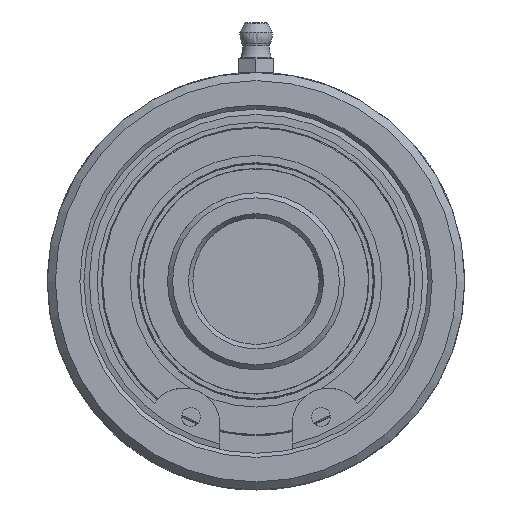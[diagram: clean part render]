
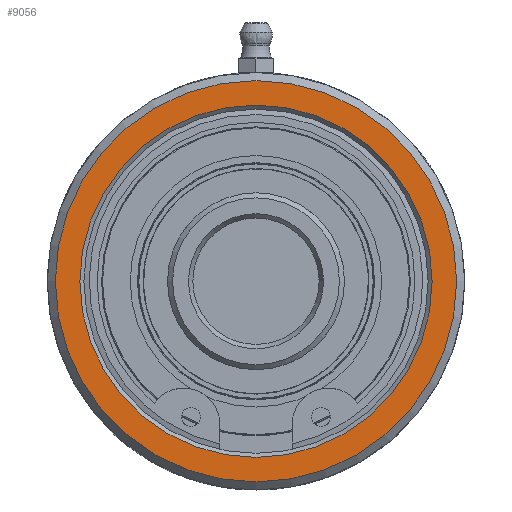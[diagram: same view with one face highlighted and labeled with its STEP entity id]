
A CAD part, left-side view. The second image highlights one B-rep face of the part: STEP entity #9056.
In plain terms, the highlighted planar face has unit normal (-1, 0, 0).
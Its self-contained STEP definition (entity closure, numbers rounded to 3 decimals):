
#1918=FACE_BOUND('',#2584,.T.);
#2051=FACE_OUTER_BOUND('',#2583,.T.);
#2583=EDGE_LOOP('',(#6282));
#2584=EDGE_LOOP('',(#6283));
#3201=CIRCLE('',#9710,34.85);
#3205=CIRCLE('',#9718,39.7);
#3630=VERTEX_POINT('',#14209);
#3634=VERTEX_POINT('',#14224);
#4647=EDGE_CURVE('',#3630,#3630,#3201,.T.);
#4653=EDGE_CURVE('',#3634,#3634,#3205,.T.);
#6282=ORIENTED_EDGE('',*,*,#4653,.F.);
#6283=ORIENTED_EDGE('',*,*,#4647,.F.);
#8669=PLANE('',#9717);
#9056=ADVANCED_FACE('',(#2051,#1918),#8669,.F.);
#9710=AXIS2_PLACEMENT_3D('',#14211,#10730,#10731);
#9717=AXIS2_PLACEMENT_3D('',#14223,#10746,#10747);
#9718=AXIS2_PLACEMENT_3D('',#14225,#10748,#10749);
#10730=DIRECTION('center_axis',(-1.,0.,0.));
#10731=DIRECTION('ref_axis',(0.,0.,-1.));
#10746=DIRECTION('center_axis',(1.,0.,0.));
#10747=DIRECTION('ref_axis',(0.,0.,1.));
#10748=DIRECTION('center_axis',(1.,0.,0.));
#10749=DIRECTION('ref_axis',(0.,0.,1.));
#14209=CARTESIAN_POINT('',(35.56,0.,34.85));
#14211=CARTESIAN_POINT('Origin',(35.56,0.,0.));
#14223=CARTESIAN_POINT('Origin',(35.56,0.,-20.65));
#14224=CARTESIAN_POINT('',(35.56,0.,-39.7));
#14225=CARTESIAN_POINT('Origin',(35.56,0.,0.));
